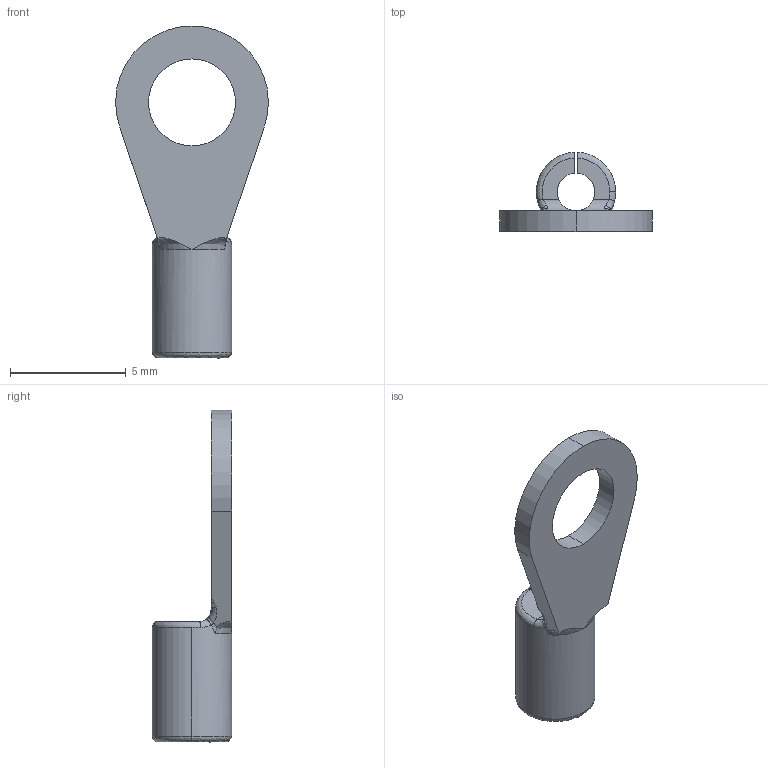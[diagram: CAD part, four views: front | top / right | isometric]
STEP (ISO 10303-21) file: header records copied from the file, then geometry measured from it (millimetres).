
FILE_DESCRIPTION (( 'STEP AP203' ), '1' );
FILE_NAME ('111410.stp', '2019-01-24T16:03:21', ( '' ), ( '' ), 'SwSTEP 2.0', 'SolidWorks 2012', '' );
FILE_SCHEMA (( 'CONFIG_CONTROL_DESIGN' ));
Length unit declared in the file: centimetre
Products named in the file (1): 111410
Bounding box: 6.6 x 3.43 x 14.35 mm (x, y, z)
Volume: 67.7 mm3; surface area: 201.3 mm2
Topology: 1 solids, 1 shells, 39 faces, 101 edges, 64 vertices
Faces by surface type: bspline 17, cylinder 11, plane 11
Entity records: 2945 total; most frequent: CARTESIAN_POINT 2042, ORIENTED_EDGE 202, DIRECTION 130, EDGE_CURVE 101, VERTEX_POINT 64, AXIS2_PLACEMENT_3D 50, EDGE_LOOP 41, FACE_OUTER_BOUND 39
